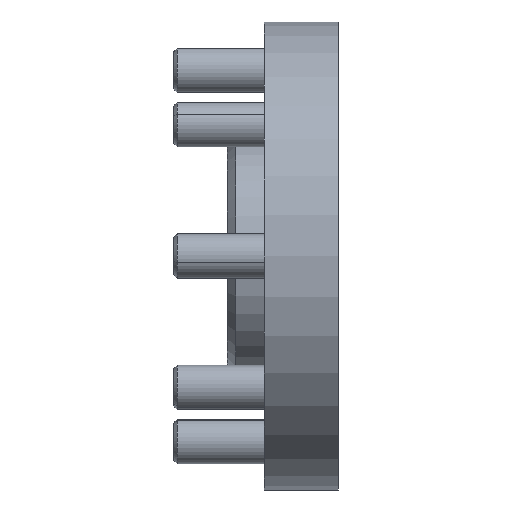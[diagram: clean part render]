
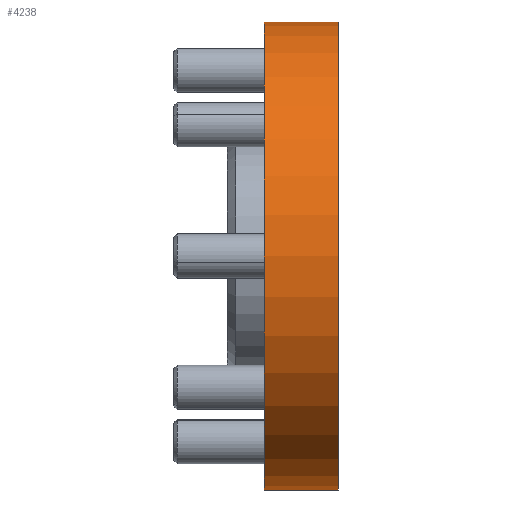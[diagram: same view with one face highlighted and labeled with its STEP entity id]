
A CAD part, front view. The second image highlights one B-rep face of the part: STEP entity #4238.
In plain terms, the highlighted cylindrical face has radius 31.5 mm (diameter 63 mm), a partial arc.
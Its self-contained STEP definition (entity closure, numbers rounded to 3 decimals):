
#82 = ORIENTED_EDGE ( 'NONE', *, *, #2504, .F. ) ;
#86 = CYLINDRICAL_SURFACE ( 'NONE', #5132, 31.5 ) ;
#146 = DIRECTION ( 'NONE',  ( 1., 0., 0. ) ) ;
#264 = CIRCLE ( 'NONE', #5017, 31.5 ) ;
#452 = ORIENTED_EDGE ( 'NONE', *, *, #1470, .T. ) ;
#1088 = VECTOR ( 'NONE', #1722, 1000. ) ;
#1175 = VECTOR ( 'NONE', #4375, 1000. ) ;
#1366 = FACE_OUTER_BOUND ( 'NONE', #4477, .T. ) ;
#1409 = CARTESIAN_POINT ( 'NONE',  ( 0., 0., 31.5 ) ) ;
#1424 = DIRECTION ( 'NONE',  ( 1., 0., 0. ) ) ;
#1470 = EDGE_CURVE ( 'NONE', #1623, #3030, #264, .T. ) ;
#1607 = CARTESIAN_POINT ( 'NONE',  ( -10., 0., 0. ) ) ;
#1623 = VERTEX_POINT ( 'NONE', #2657 ) ;
#1692 = ORIENTED_EDGE ( 'NONE', *, *, #4270, .T. ) ;
#1722 = DIRECTION ( 'NONE',  ( 1., 0., 0. ) ) ;
#2028 = DIRECTION ( 'NONE',  ( 0., 0., -1. ) ) ;
#2318 = LINE ( 'NONE', #1409, #1175 ) ;
#2481 = EDGE_CURVE ( 'NONE', #1623, #3774, #2318, .T. ) ;
#2504 = EDGE_CURVE ( 'NONE', #3774, #4990, #3592, .T. ) ;
#2566 = CARTESIAN_POINT ( 'NONE',  ( -10., 0., -31.5 ) ) ;
#2657 = CARTESIAN_POINT ( 'NONE',  ( -10., 0., 31.5 ) ) ;
#2712 = CARTESIAN_POINT ( 'NONE',  ( 0., 0., 0. ) ) ;
#3030 = VERTEX_POINT ( 'NONE', #2566 ) ;
#3139 = DIRECTION ( 'NONE',  ( 0., 0., -1. ) ) ;
#3592 = CIRCLE ( 'NONE', #4664, 31.5 ) ;
#3774 = VERTEX_POINT ( 'NONE', #5307 ) ;
#3970 = CARTESIAN_POINT ( 'NONE',  ( 0., 0., 0. ) ) ;
#3983 = ORIENTED_EDGE ( 'NONE', *, *, #2481, .F. ) ;
#4238 = ADVANCED_FACE ( 'NONE', ( #1366 ), #86, .T. ) ;
#4264 = CARTESIAN_POINT ( 'NONE',  ( 0., 0., -31.5 ) ) ;
#4270 = EDGE_CURVE ( 'NONE', #3030, #4990, #4476, .T. ) ;
#4375 = DIRECTION ( 'NONE',  ( 1., 0., 0. ) ) ;
#4392 = DIRECTION ( 'NONE',  ( 0., 0., -1. ) ) ;
#4476 = LINE ( 'NONE', #4264, #1088 ) ;
#4477 = EDGE_LOOP ( 'NONE', ( #3983, #452, #1692, #82 ) ) ;
#4566 = DIRECTION ( 'NONE',  ( 1., 0., 0. ) ) ;
#4664 = AXIS2_PLACEMENT_3D ( 'NONE', #3970, #1424, #4392 ) ;
#4990 = VERTEX_POINT ( 'NONE', #5374 ) ;
#5017 = AXIS2_PLACEMENT_3D ( 'NONE', #1607, #4566, #2028 ) ;
#5132 = AXIS2_PLACEMENT_3D ( 'NONE', #2712, #146, #3139 ) ;
#5307 = CARTESIAN_POINT ( 'NONE',  ( 0., 0., 31.5 ) ) ;
#5374 = CARTESIAN_POINT ( 'NONE',  ( 0., 0., -31.5 ) ) ;
